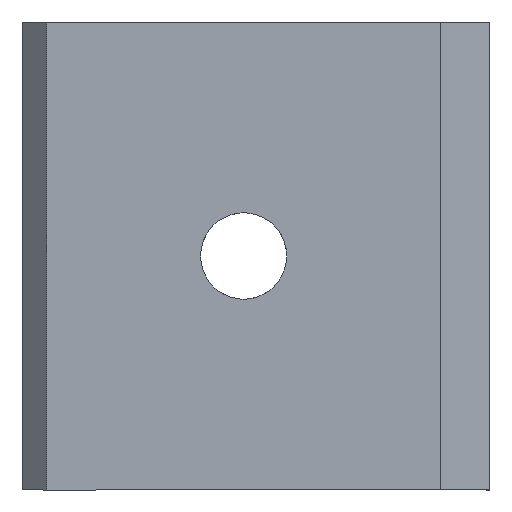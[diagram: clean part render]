
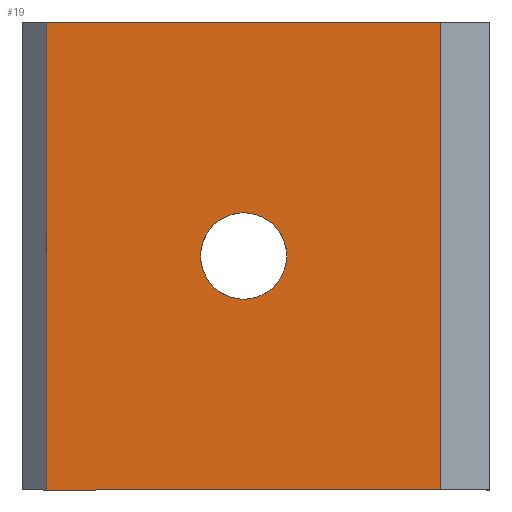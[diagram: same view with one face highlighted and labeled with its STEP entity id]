
A CAD part, left-side view. The second image highlights one B-rep face of the part: STEP entity #19.
In plain terms, the highlighted free-form (B-spline) face has degree [1, 1] with [2, 2] control points.
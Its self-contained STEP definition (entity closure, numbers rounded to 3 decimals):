
#19=ADVANCED_FACE('',(#40,#33),#536,.T.);
#33=FACE_BOUND('',#59,.T.);
#40=FACE_OUTER_BOUND('',#58,.T.);
#58=EDGE_LOOP('',(#91,#92,#93,#94));
#59=EDGE_LOOP('',(#95,#96));
#91=ORIENTED_EDGE('',*,*,#379,.T.);
#92=ORIENTED_EDGE('',*,*,#380,.T.);
#93=ORIENTED_EDGE('',*,*,#381,.T.);
#94=ORIENTED_EDGE('',*,*,#382,.T.);
#95=ORIENTED_EDGE('',*,*,#383,.T.);
#96=ORIENTED_EDGE('',*,*,#384,.T.);
#159=(
BOUNDED_CURVE()
B_SPLINE_CURVE(2,(#788,#789,#790,#791,#792),.UNSPECIFIED.,.F.,.F.)
B_SPLINE_CURVE_WITH_KNOTS((3,2,3),(0.,2.749,5.498),
 .UNSPECIFIED.)
CURVE()
GEOMETRIC_REPRESENTATION_ITEM()
RATIONAL_B_SPLINE_CURVE((1.,0.707,1.,0.707,1.))
REPRESENTATION_ITEM('')
);
#160=(
BOUNDED_CURVE()
B_SPLINE_CURVE(2,(#793,#794,#795,#796,#797),.UNSPECIFIED.,.F.,.F.)
B_SPLINE_CURVE_WITH_KNOTS((3,2,3),(0.,2.749,5.498),
 .UNSPECIFIED.)
CURVE()
GEOMETRIC_REPRESENTATION_ITEM()
RATIONAL_B_SPLINE_CURVE((1.,0.707,1.,0.707,1.))
REPRESENTATION_ITEM('')
);
#161=(
BOUNDED_CURVE()
B_SPLINE_CURVE(2,(#798,#799,#800,#801,#802),.UNSPECIFIED.,.F.,.F.)
B_SPLINE_CURVE_WITH_KNOTS((3,2,3),(5.498,8.247,10.996),
 .UNSPECIFIED.)
CURVE()
GEOMETRIC_REPRESENTATION_ITEM()
RATIONAL_B_SPLINE_CURVE((1.,0.707,1.,0.707,1.))
REPRESENTATION_ITEM('')
);
#162=(
BOUNDED_CURVE()
B_SPLINE_CURVE(2,(#803,#804,#805,#806,#807),.UNSPECIFIED.,.F.,.F.)
B_SPLINE_CURVE_WITH_KNOTS((3,2,3),(5.498,8.247,10.996),
 .UNSPECIFIED.)
CURVE()
GEOMETRIC_REPRESENTATION_ITEM()
RATIONAL_B_SPLINE_CURVE((1.,0.707,1.,0.707,1.))
REPRESENTATION_ITEM('')
);
#189=PCURVE('',#536,#267);
#190=PCURVE('',#536,#268);
#191=PCURVE('',#536,#269);
#192=PCURVE('',#536,#270);
#193=PCURVE('',#536,#271);
#194=PCURVE('',#536,#272);
#197=PCURVE('',#537,#275);
#200=PCURVE('',#538,#278);
#218=PCURVE('',#541,#296);
#223=PCURVE('',#542,#301);
#237=PCURVE('',#529,#315);
#248=PCURVE('',#531,#326);
#267=DEFINITIONAL_REPRESENTATION('',(#429),#1079);
#268=DEFINITIONAL_REPRESENTATION('',(#431),#1079);
#269=DEFINITIONAL_REPRESENTATION('',(#433),#1079);
#270=DEFINITIONAL_REPRESENTATION('',(#435),#1079);
#271=DEFINITIONAL_REPRESENTATION('',(#160),#1079);
#272=DEFINITIONAL_REPRESENTATION('',(#162),#1079);
#275=DEFINITIONAL_REPRESENTATION('',(#440),#1079);
#278=DEFINITIONAL_REPRESENTATION('',(#445),#1079);
#296=DEFINITIONAL_REPRESENTATION('',(#472),#1079);
#301=DEFINITIONAL_REPRESENTATION('',(#477),#1079);
#315=DEFINITIONAL_REPRESENTATION('',(#490),#1079);
#326=DEFINITIONAL_REPRESENTATION('',(#501),#1079);
#340=SURFACE_CURVE('',#428,(#189,#200),.PCURVE_S1.);
#341=SURFACE_CURVE('',#430,(#190,#218),.PCURVE_S1.);
#342=SURFACE_CURVE('',#432,(#191,#197),.PCURVE_S1.);
#343=SURFACE_CURVE('',#434,(#192,#223),.PCURVE_S1.);
#344=SURFACE_CURVE('',#159,(#193,#237),.PCURVE_S1.);
#345=SURFACE_CURVE('',#161,(#194,#248),.PCURVE_S1.);
#379=EDGE_CURVE('',#514,#515,#340,.T.);
#380=EDGE_CURVE('',#515,#510,#341,.T.);
#381=EDGE_CURVE('',#510,#511,#342,.T.);
#382=EDGE_CURVE('',#511,#514,#343,.T.);
#383=EDGE_CURVE('',#522,#526,#344,.T.);
#384=EDGE_CURVE('',#526,#522,#345,.T.);
#428=B_SPLINE_CURVE_WITH_KNOTS('',1,(#770,#771),.UNSPECIFIED.,.F.,.F.,(2,
2),(22.297,41.297),.UNSPECIFIED.);
#429=B_SPLINE_CURVE_WITH_KNOTS('',1,(#772,#773),.UNSPECIFIED.,.F.,.F.,(2,
2),(22.297,41.297),.UNSPECIFIED.);
#430=B_SPLINE_CURVE_WITH_KNOTS('',1,(#774,#775),.UNSPECIFIED.,.F.,.F.,(2,
2),(62.,78.),.UNSPECIFIED.);
#431=B_SPLINE_CURVE_WITH_KNOTS('',1,(#776,#777),.UNSPECIFIED.,.F.,.F.,(2,
2),(62.,78.),.UNSPECIFIED.);
#432=B_SPLINE_CURVE_WITH_KNOTS('',1,(#778,#779),.UNSPECIFIED.,.F.,.F.,(2,
2),(0.,19.),.UNSPECIFIED.);
#433=B_SPLINE_CURVE_WITH_KNOTS('',3,(#780,#781,#782,#783),.UNSPECIFIED.,
 .F.,.F.,(4,4),(0.,19.),.UNSPECIFIED.);
#434=B_SPLINE_CURVE_WITH_KNOTS('',1,(#784,#785),.UNSPECIFIED.,.F.,.F.,(2,
2),(-78.,-62.),.UNSPECIFIED.);
#435=B_SPLINE_CURVE_WITH_KNOTS('',1,(#786,#787),.UNSPECIFIED.,.F.,.F.,(2,
2),(-78.,-62.),.UNSPECIFIED.);
#440=B_SPLINE_CURVE_WITH_KNOTS('',1,(#816,#817),.UNSPECIFIED.,.F.,.F.,(2,
2),(0.,19.),.UNSPECIFIED.);
#445=B_SPLINE_CURVE_WITH_KNOTS('',1,(#826,#827),.UNSPECIFIED.,.F.,.F.,(2,
2),(22.297,41.297),.UNSPECIFIED.);
#472=B_SPLINE_CURVE_WITH_KNOTS('',1,(#938,#939),.UNSPECIFIED.,.F.,.F.,(2,
2),(62.,78.),.UNSPECIFIED.);
#477=B_SPLINE_CURVE_WITH_KNOTS('',1,(#948,#949),.UNSPECIFIED.,.F.,.F.,(2,
2),(-78.,-62.),.UNSPECIFIED.);
#490=B_SPLINE_CURVE_WITH_KNOTS('',1,(#1050,#1051),.UNSPECIFIED.,.F.,.F.,
(2,2),(0.,5.498),.UNSPECIFIED.);
#501=B_SPLINE_CURVE_WITH_KNOTS('',1,(#1076,#1077),.UNSPECIFIED.,.F.,.F.,
(2,2),(5.498,10.996),.UNSPECIFIED.);
#510=VERTEX_POINT('',#666);
#511=VERTEX_POINT('',#667);
#514=VERTEX_POINT('',#670);
#515=VERTEX_POINT('',#671);
#522=VERTEX_POINT('',#678);
#526=VERTEX_POINT('',#682);
#529=(
BOUNDED_SURFACE()
B_SPLINE_SURFACE(1,2,((#628,#629,#630,#631,#632),(#633,#634,#635,#636,#637)),
 .UNSPECIFIED.,.F.,.F.,.F.)
B_SPLINE_SURFACE_WITH_KNOTS((2,2),(3,2,3),(0.,40.),(0.,2.749,
5.498),.UNSPECIFIED.)
GEOMETRIC_REPRESENTATION_ITEM()
RATIONAL_B_SPLINE_SURFACE(((1.,0.707,1.,0.707,1.),
(1.,0.707,1.,0.707,1.)))
REPRESENTATION_ITEM('')
SURFACE()
);
#531=(
BOUNDED_SURFACE()
B_SPLINE_SURFACE(1,2,((#648,#649,#650,#651,#652),(#653,#654,#655,#656,#657)),
 .UNSPECIFIED.,.F.,.F.,.F.)
B_SPLINE_SURFACE_WITH_KNOTS((2,2),(3,2,3),(0.,40.),(5.498,8.247,
10.996),.UNSPECIFIED.)
GEOMETRIC_REPRESENTATION_ITEM()
RATIONAL_B_SPLINE_SURFACE(((1.,0.707,1.,0.707,1.),
(1.,0.707,1.,0.707,1.)))
REPRESENTATION_ITEM('')
SURFACE()
);
#536=B_SPLINE_SURFACE_WITH_KNOTS('',1,1,((#586,#587),(#588,#589)),
 .UNSPECIFIED.,.F.,.F.,.F.,(2,2),(2,2),(60.,80.),(0.,19.),.UNSPECIFIED.);
#537=B_SPLINE_SURFACE_WITH_KNOTS('',1,1,((#590,#591),(#592,#593)),
 .UNSPECIFIED.,.F.,.F.,.F.,(2,2),(2,2),(-2.,21.),(0.,2.828),
 .UNSPECIFIED.);
#538=B_SPLINE_SURFACE_WITH_KNOTS('',1,1,((#594,#595),(#596,#597)),
 .UNSPECIFIED.,.F.,.F.,.F.,(2,2),(2,2),(0.,1.414),(22.297,
41.297),.UNSPECIFIED.);
#541=B_SPLINE_SURFACE_WITH_KNOTS('',1,1,((#606,#607),(#608,#609)),
 .UNSPECIFIED.,.F.,.F.,.F.,(2,2),(2,2),(0.,20.),(0.,20.),.UNSPECIFIED.);
#542=B_SPLINE_SURFACE_WITH_KNOTS('',1,1,((#610,#611),(#612,#613)),
 .UNSPECIFIED.,.F.,.F.,.F.,(2,2),(2,2),(0.,20.),(0.,20.),.UNSPECIFIED.);
#586=CARTESIAN_POINT('',(0.,20.,-9.5));
#587=CARTESIAN_POINT('',(0.,20.,9.5));
#588=CARTESIAN_POINT('',(0.,0.,-9.5));
#589=CARTESIAN_POINT('',(0.,0.,9.5));
#590=CARTESIAN_POINT('',(2.,0.,-11.5));
#591=CARTESIAN_POINT('',(0.,2.,-11.5));
#592=CARTESIAN_POINT('',(2.,0.,11.5));
#593=CARTESIAN_POINT('',(0.,2.,11.5));
#594=CARTESIAN_POINT('',(0.,18.,9.5));
#595=CARTESIAN_POINT('',(0.,18.,-9.5));
#596=CARTESIAN_POINT('',(1.,19.,9.5));
#597=CARTESIAN_POINT('',(1.,19.,-9.5));
#606=CARTESIAN_POINT('',(0.,0.,-9.5));
#607=CARTESIAN_POINT('',(20.,0.,-9.5));
#608=CARTESIAN_POINT('',(0.,20.,-9.5));
#609=CARTESIAN_POINT('',(20.,20.,-9.5));
#610=CARTESIAN_POINT('',(0.,0.,9.5));
#611=CARTESIAN_POINT('',(0.,20.,9.5));
#612=CARTESIAN_POINT('',(20.,0.,9.5));
#613=CARTESIAN_POINT('',(20.,20.,9.5));
#628=CARTESIAN_POINT('',(-17.,8.25,0.));
#629=CARTESIAN_POINT('',(-17.,8.25,-1.75));
#630=CARTESIAN_POINT('',(-17.,10.,-1.75));
#631=CARTESIAN_POINT('',(-17.,11.75,-1.75));
#632=CARTESIAN_POINT('',(-17.,11.75,0.));
#633=CARTESIAN_POINT('',(23.,8.25,0.));
#634=CARTESIAN_POINT('',(23.,8.25,-1.75));
#635=CARTESIAN_POINT('',(23.,10.,-1.75));
#636=CARTESIAN_POINT('',(23.,11.75,-1.75));
#637=CARTESIAN_POINT('',(23.,11.75,0.));
#648=CARTESIAN_POINT('',(-17.,11.75,0.));
#649=CARTESIAN_POINT('',(-17.,11.75,1.75));
#650=CARTESIAN_POINT('',(-17.,10.,1.75));
#651=CARTESIAN_POINT('',(-17.,8.25,1.75));
#652=CARTESIAN_POINT('',(-17.,8.25,0.));
#653=CARTESIAN_POINT('',(23.,11.75,0.));
#654=CARTESIAN_POINT('',(23.,11.75,1.75));
#655=CARTESIAN_POINT('',(23.,10.,1.75));
#656=CARTESIAN_POINT('',(23.,8.25,1.75));
#657=CARTESIAN_POINT('',(23.,8.25,0.));
#666=CARTESIAN_POINT('',(0.,2.,-9.5));
#667=CARTESIAN_POINT('',(0.,2.,9.5));
#670=CARTESIAN_POINT('',(0.,18.,9.5));
#671=CARTESIAN_POINT('',(0.,18.,-9.5));
#678=CARTESIAN_POINT('',(0.,8.25,0.));
#682=CARTESIAN_POINT('',(0.,11.75,0.));
#770=CARTESIAN_POINT('',(0.,18.,9.5));
#771=CARTESIAN_POINT('',(0.,18.,-9.5));
#772=CARTESIAN_POINT('',(62.,19.));
#773=CARTESIAN_POINT('',(62.,0.));
#774=CARTESIAN_POINT('',(0.,18.,-9.5));
#775=CARTESIAN_POINT('',(0.,2.,-9.5));
#776=CARTESIAN_POINT('',(62.,0.));
#777=CARTESIAN_POINT('',(78.,0.));
#778=CARTESIAN_POINT('',(0.,2.,-9.5));
#779=CARTESIAN_POINT('',(0.,2.,9.5));
#780=CARTESIAN_POINT('',(78.,0.));
#781=CARTESIAN_POINT('',(78.,6.333));
#782=CARTESIAN_POINT('',(78.,12.667));
#783=CARTESIAN_POINT('',(78.,19.));
#784=CARTESIAN_POINT('',(0.,2.,9.5));
#785=CARTESIAN_POINT('',(0.,18.,9.5));
#786=CARTESIAN_POINT('',(78.,19.));
#787=CARTESIAN_POINT('',(62.,19.));
#788=CARTESIAN_POINT('',(0.,8.25,0.));
#789=CARTESIAN_POINT('',(0.,8.25,-1.75));
#790=CARTESIAN_POINT('',(0.,10.,-1.75));
#791=CARTESIAN_POINT('',(0.,11.75,-1.75));
#792=CARTESIAN_POINT('',(0.,11.75,0.));
#793=CARTESIAN_POINT('',(71.75,9.5));
#794=CARTESIAN_POINT('',(71.75,7.75));
#795=CARTESIAN_POINT('',(70.,7.75));
#796=CARTESIAN_POINT('',(68.25,7.75));
#797=CARTESIAN_POINT('',(68.25,9.5));
#798=CARTESIAN_POINT('',(0.,11.75,0.));
#799=CARTESIAN_POINT('',(0.,11.75,1.75));
#800=CARTESIAN_POINT('',(0.,10.,1.75));
#801=CARTESIAN_POINT('',(0.,8.25,1.75));
#802=CARTESIAN_POINT('',(0.,8.25,0.));
#803=CARTESIAN_POINT('',(68.25,9.5));
#804=CARTESIAN_POINT('',(68.25,11.25));
#805=CARTESIAN_POINT('',(70.,11.25));
#806=CARTESIAN_POINT('',(71.75,11.25));
#807=CARTESIAN_POINT('',(71.75,9.5));
#816=CARTESIAN_POINT('',(0.,2.828));
#817=CARTESIAN_POINT('',(19.,2.828));
#826=CARTESIAN_POINT('',(0.,22.297));
#827=CARTESIAN_POINT('',(0.,41.297));
#938=CARTESIAN_POINT('',(18.,0.));
#939=CARTESIAN_POINT('',(2.,0.));
#948=CARTESIAN_POINT('',(0.,2.));
#949=CARTESIAN_POINT('',(0.,18.));
#1050=CARTESIAN_POINT('',(17.,0.));
#1051=CARTESIAN_POINT('',(17.,5.498));
#1076=CARTESIAN_POINT('',(17.,5.498));
#1077=CARTESIAN_POINT('',(17.,10.996));
#1079=(
GEOMETRIC_REPRESENTATION_CONTEXT(2)
PARAMETRIC_REPRESENTATION_CONTEXT()
REPRESENTATION_CONTEXT('pspace','')
);
